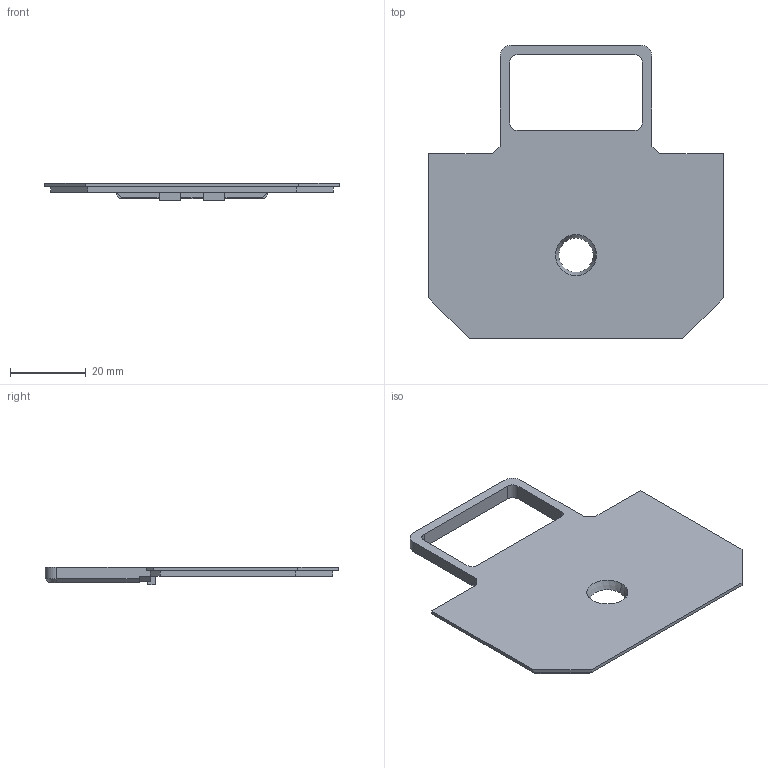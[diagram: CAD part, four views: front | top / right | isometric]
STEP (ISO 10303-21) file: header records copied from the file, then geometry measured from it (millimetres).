
FILE_DESCRIPTION (( 'STEP AP203' ), '1' );
FILE_NAME ('MKII Front Panel.STEP', '2018-04-20T14:50:57', ( '' ), ( '' ), 'SwSTEP 2.0', 'SolidWorks 2017', '' );
FILE_SCHEMA (( 'CONFIG_CONTROL_DESIGN' ));
Length unit declared in the file: millimetre
Products named in the file (1): MKII Front Panel
Bounding box: 77.7 x 77.38 x 4.7 mm (x, y, z)
Volume: 10059 mm3; surface area: 9496.8 mm2
Topology: 1 solids, 1 shells, 61 faces, 169 edges, 110 vertices
Faces by surface type: plane 51, cylinder 6, cone 4
Entity records: 2002 total; most frequent: CARTESIAN_POINT 341, ORIENTED_EDGE 338, DIRECTION 311, EDGE_CURVE 169, VECTOR 151, LINE 151, VERTEX_POINT 110, AXIS2_PLACEMENT_3D 80
